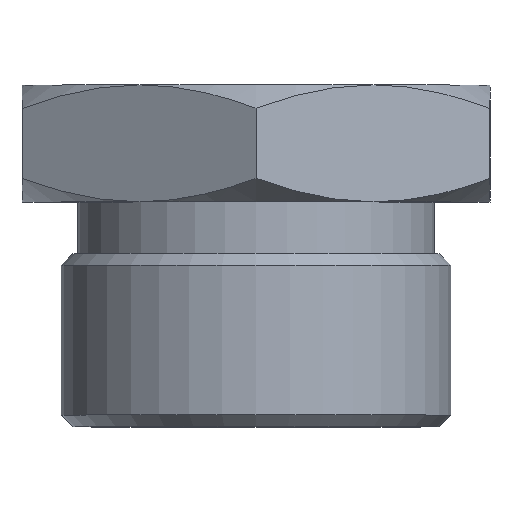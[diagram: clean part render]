
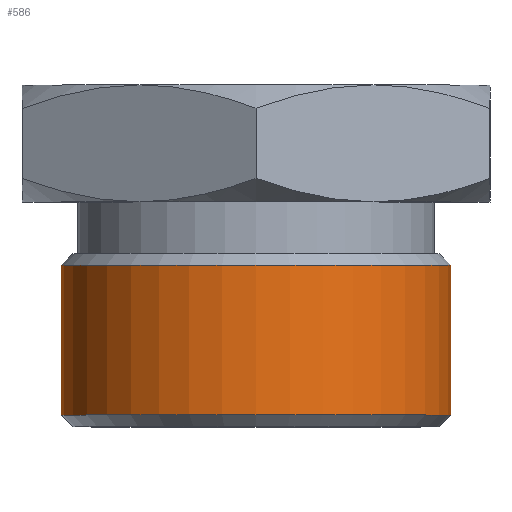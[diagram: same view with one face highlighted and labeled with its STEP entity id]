
A CAD part, top view. The second image highlights one B-rep face of the part: STEP entity #586.
In plain terms, the highlighted cylindrical face has radius 8.331 mm (diameter 16.662 mm), a full revolution.
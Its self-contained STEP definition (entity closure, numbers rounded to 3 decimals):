
#92=ORIENTED_EDGE('',*,*,#195,.T.);
#93=ORIENTED_EDGE('',*,*,#196,.T.);
#195=EDGE_CURVE('',#247,#247,#281,.F.);
#196=EDGE_CURVE('',#248,#248,#282,.T.);
#247=VERTEX_POINT('',#804);
#248=VERTEX_POINT('',#806);
#281=CIRCLE('',#631,8.331);
#282=CIRCLE('',#632,8.331);
#299=EDGE_LOOP('',(#92));
#300=EDGE_LOOP('',(#93));
#339=FACE_BOUND('',#299,.T.);
#340=FACE_BOUND('',#300,.T.);
#375=CYLINDRICAL_SURFACE('',#630,8.331);
#586=ADVANCED_FACE('',(#339,#340),#375,.T.);
#630=AXIS2_PLACEMENT_3D('',#802,#696,#697);
#631=AXIS2_PLACEMENT_3D('',#803,#698,#699);
#632=AXIS2_PLACEMENT_3D('',#805,#700,#701);
#696=DIRECTION('',(0.,1.,0.));
#697=DIRECTION('',(0.,0.,1.));
#698=DIRECTION('',(0.,1.,0.));
#699=DIRECTION('',(0.,0.,1.));
#700=DIRECTION('',(0.,1.,0.));
#701=DIRECTION('',(0.,0.,1.));
#802=CARTESIAN_POINT('',(0.,-9.6,0.));
#803=CARTESIAN_POINT('',(0.,-2.7,0.));
#804=CARTESIAN_POINT('',(0.,-2.7,8.331));
#805=CARTESIAN_POINT('',(0.,-9.1,0.));
#806=CARTESIAN_POINT('',(0.,-9.1,8.331));
